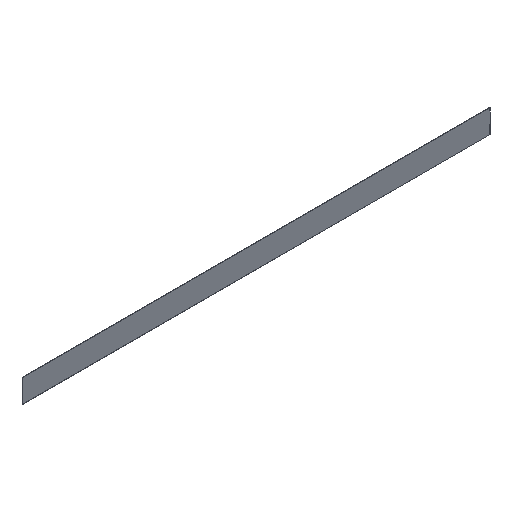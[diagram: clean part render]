
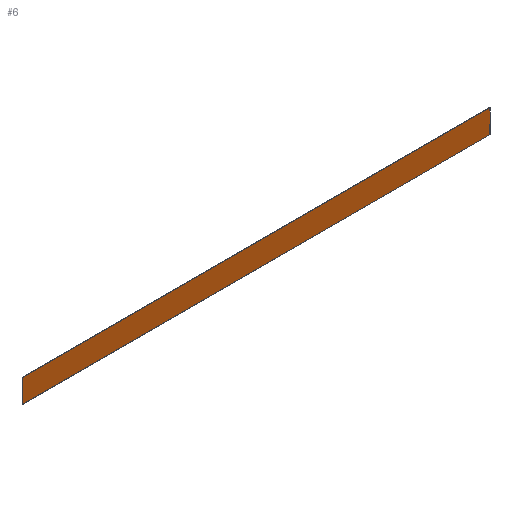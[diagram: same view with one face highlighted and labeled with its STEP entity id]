
A CAD part, isometric view. The second image highlights one B-rep face of the part: STEP entity #6.
In plain terms, the highlighted planar face has unit normal (0, -1, 0).
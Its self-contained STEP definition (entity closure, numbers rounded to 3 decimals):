
#2 = DIRECTION ( 'NONE',  ( 0., 0., -1. ) ) ;
#6 = ADVANCED_FACE ( 'NONE', ( #22 ), #147, .F. ) ;
#10 = VECTOR ( 'NONE', #199, 1000. ) ;
#15 = EDGE_CURVE ( 'NONE', #130, #202, #101, .T. ) ;
#16 = ORIENTED_EDGE ( 'NONE', *, *, #179, .F. ) ;
#22 = FACE_OUTER_BOUND ( 'NONE', #32, .T. ) ;
#23 = EDGE_CURVE ( 'NONE', #141, #66, #144, .T. ) ;
#32 = EDGE_LOOP ( 'NONE', ( #123, #70, #83, #16 ) ) ;
#36 = EDGE_CURVE ( 'NONE', #66, #130, #174, .T. ) ;
#47 = CARTESIAN_POINT ( 'NONE',  ( 0., 0., -15. ) ) ;
#66 = VERTEX_POINT ( 'NONE', #151 ) ;
#68 = CARTESIAN_POINT ( 'NONE',  ( 0., 0., -15. ) ) ;
#70 = ORIENTED_EDGE ( 'NONE', *, *, #36, .F. ) ;
#83 = ORIENTED_EDGE ( 'NONE', *, *, #23, .F. ) ;
#98 = DIRECTION ( 'NONE',  ( 0., 1., 0. ) ) ;
#101 = LINE ( 'NONE', #47, #201 ) ;
#104 = DIRECTION ( 'NONE',  ( 0., 0., 1. ) ) ;
#109 = CARTESIAN_POINT ( 'NONE',  ( 0., 0., 15. ) ) ;
#117 = CARTESIAN_POINT ( 'NONE',  ( 0., 0., 0. ) ) ;
#123 = ORIENTED_EDGE ( 'NONE', *, *, #15, .F. ) ;
#129 = CARTESIAN_POINT ( 'NONE',  ( 600., 0., -15. ) ) ;
#130 = VERTEX_POINT ( 'NONE', #177 ) ;
#135 = CARTESIAN_POINT ( 'NONE',  ( 0., 0., 15. ) ) ;
#136 = CARTESIAN_POINT ( 'NONE',  ( 600., 0., 15. ) ) ;
#138 = AXIS2_PLACEMENT_3D ( 'NONE', #117, #98, #104 ) ;
#141 = VERTEX_POINT ( 'NONE', #136 ) ;
#142 = VECTOR ( 'NONE', #2, 1000. ) ;
#144 = LINE ( 'NONE', #129, #142 ) ;
#147 = PLANE ( 'NONE',  #138 ) ;
#151 = CARTESIAN_POINT ( 'NONE',  ( 600., 0., -15. ) ) ;
#174 = LINE ( 'NONE', #68, #182 ) ;
#177 = CARTESIAN_POINT ( 'NONE',  ( 0., 0., -15. ) ) ;
#179 = EDGE_CURVE ( 'NONE', #202, #141, #195, .T. ) ;
#182 = VECTOR ( 'NONE', #190, 1000. ) ;
#190 = DIRECTION ( 'NONE',  ( -1., 0., 0. ) ) ;
#191 = DIRECTION ( 'NONE',  ( 0., 0., 1. ) ) ;
#195 = LINE ( 'NONE', #109, #10 ) ;
#199 = DIRECTION ( 'NONE',  ( 1., 0., 0. ) ) ;
#201 = VECTOR ( 'NONE', #191, 1000. ) ;
#202 = VERTEX_POINT ( 'NONE', #135 ) ;
